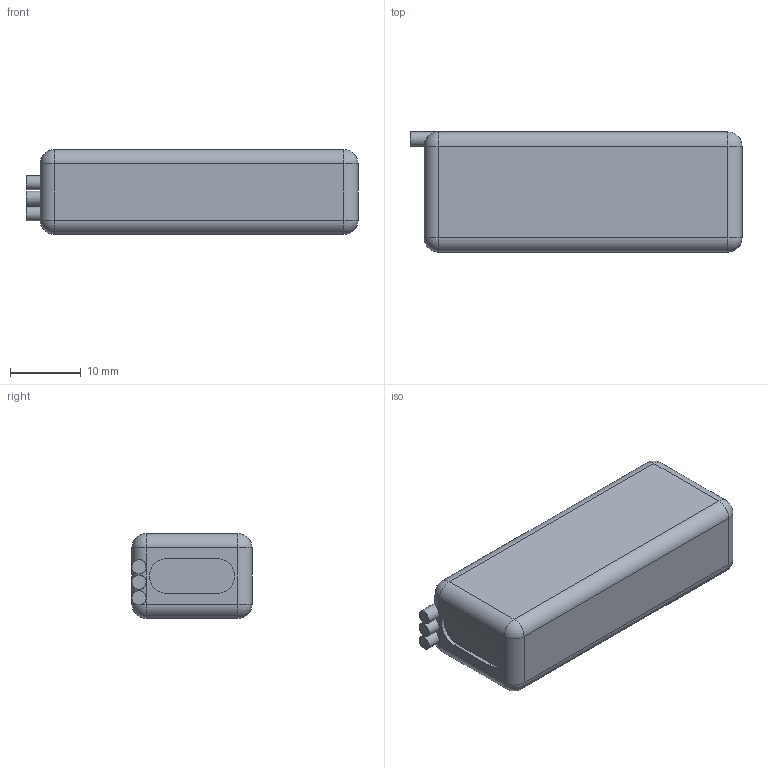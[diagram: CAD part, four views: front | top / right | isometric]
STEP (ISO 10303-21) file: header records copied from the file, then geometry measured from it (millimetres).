
FILE_DESCRIPTION(/* description */ (''),/* implementation_level */ '2;1');
FILE_NAME(/* name */ 'Bateria.Turnigy.2S.300mAh.stp',/* time_stamp */ '2022-02-23T07:36:12-03:00',/* author */ ('Gabriel'),/* organization */ (''),/* preprocessor_version */ 'ST-DEVELOPER v18.1',/* originating_system */ 'Autodesk Inventor 2021',/* authorisation */ '');
FILE_SCHEMA (('AUTOMOTIVE_DESIGN { 1 0 10303 214 3 1 1 }'));
Length unit declared in the file: millimetre
Products named in the file (1): bateria turnigy 2S
Bounding box: 47 x 17 x 12 mm (x, y, z)
Volume: 8904.5 mm3; surface area: 2833.6 mm2
Topology: 1 solids, 1 shells, 46 faces, 96 edges, 54 vertices
Faces by surface type: cylinder 23, plane 15, sphere 8
Full cylindrical faces by diameter (mm): 2 x3
Entity records: 1348 total; most frequent: CARTESIAN_POINT 308, DIRECTION 215, ORIENTED_EDGE 192, EDGE_CURVE 96, AXIS2_PLACEMENT_3D 83, VERTEX_POINT 54, LINE 49, VECTOR 49
